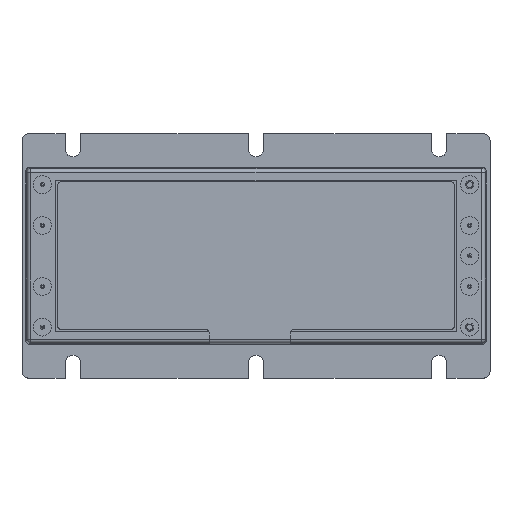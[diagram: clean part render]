
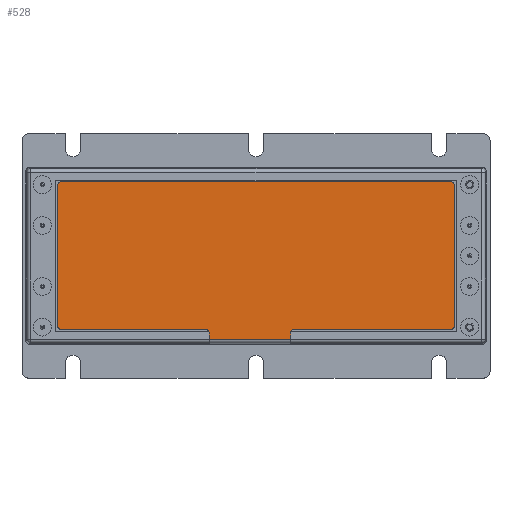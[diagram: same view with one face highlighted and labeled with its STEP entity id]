
A CAD part, top view. The second image highlights one B-rep face of the part: STEP entity #528.
In plain terms, the highlighted planar face has unit normal (0, 0, 1).
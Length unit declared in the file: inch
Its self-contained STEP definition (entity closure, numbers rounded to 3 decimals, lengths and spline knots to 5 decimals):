
#475 = ORIENTED_EDGE ( 'NONE', *, *, #590, .T. ) ;
#490 = ORIENTED_EDGE ( 'NONE', *, *, #619, .T. ) ;
#508 = ORIENTED_EDGE ( 'NONE', *, *, #651, .T. ) ;
#512 = EDGE_CURVE ( 'NONE', #650, #515, #2606, .T. ) ;
#515 = VERTEX_POINT ( 'NONE', #2565 ) ;
#517 = EDGE_LOOP ( 'NONE', ( #529, #535, #508, #519, #522, #523, #518, #525, #520, #530, #536, #490, #475, #545 ) ) ;
#518 = ORIENTED_EDGE ( 'NONE', *, *, #5340, .T. ) ;
#519 = ORIENTED_EDGE ( 'NONE', *, *, #5303, .T. ) ;
#520 = ORIENTED_EDGE ( 'NONE', *, *, #585, .T. ) ;
#522 = ORIENTED_EDGE ( 'NONE', *, *, #5396, .T. ) ;
#523 = ORIENTED_EDGE ( 'NONE', *, *, #5361, .T. ) ;
#525 = ORIENTED_EDGE ( 'NONE', *, *, #623, .T. ) ;
#528 = ADVANCED_FACE ( 'NONE', ( #2589 ), #2653, .T. ) ;
#529 = ORIENTED_EDGE ( 'NONE', *, *, #512, .F. ) ;
#530 = ORIENTED_EDGE ( 'NONE', *, *, #564, .T. ) ;
#533 = EDGE_CURVE ( 'NONE', #650, #648, #2648, .T. ) ;
#535 = ORIENTED_EDGE ( 'NONE', *, *, #533, .T. ) ;
#536 = ORIENTED_EDGE ( 'NONE', *, *, #554, .T. ) ;
#545 = ORIENTED_EDGE ( 'NONE', *, *, #587, .T. ) ;
#553 = VERTEX_POINT ( 'NONE', #2710 ) ;
#554 = EDGE_CURVE ( 'NONE', #576, #598, #2711, .T. ) ;
#564 = EDGE_CURVE ( 'NONE', #574, #576, #2725, .T. ) ;
#573 = VERTEX_POINT ( 'NONE', #2776 ) ;
#574 = VERTEX_POINT ( 'NONE', #2731 ) ;
#576 = VERTEX_POINT ( 'NONE', #2777 ) ;
#585 = EDGE_CURVE ( 'NONE', #553, #574, #2792, .T. ) ;
#587 = EDGE_CURVE ( 'NONE', #594, #515, #2808, .T. ) ;
#590 = EDGE_CURVE ( 'NONE', #603, #594, #2814, .T. ) ;
#594 = VERTEX_POINT ( 'NONE', #2853 ) ;
#598 = VERTEX_POINT ( 'NONE', #2835 ) ;
#603 = VERTEX_POINT ( 'NONE', #2885 ) ;
#619 = EDGE_CURVE ( 'NONE', #598, #603, #2935, .T. ) ;
#623 = EDGE_CURVE ( 'NONE', #573, #553, #2928, .T. ) ;
#648 = VERTEX_POINT ( 'NONE', #2962 ) ;
#650 = VERTEX_POINT ( 'NONE', #2971 ) ;
#651 = EDGE_CURVE ( 'NONE', #648, #5351, #2984, .T. ) ;
#2565 = CARTESIAN_POINT ( 'NONE',  ( 1.84, -0.8185, 0.52 ) ) ;
#2589 = FACE_OUTER_BOUND ( 'NONE', #517, .T. ) ;
#2593 = DIRECTION ( 'NONE',  ( -1., 0., 0. ) ) ;
#2594 = VECTOR ( 'NONE', #2593, 39.37008 ) ;
#2605 = CARTESIAN_POINT ( 'NONE',  ( 4.215, -0.8185, 0.52 ) ) ;
#2606 = LINE ( 'NONE', #2605, #2594 ) ;
#2641 = DIRECTION ( 'NONE',  ( 0., 1., 0. ) ) ;
#2642 = VECTOR ( 'NONE', #2641, 39.37008 ) ;
#2647 = CARTESIAN_POINT ( 'NONE',  ( 2.64, -1.08688, 0.52 ) ) ;
#2648 = LINE ( 'NONE', #2647, #2642 ) ;
#2649 = DIRECTION ( 'NONE',  ( 1., 0., 0. ) ) ;
#2650 = DIRECTION ( 'NONE',  ( 0., 0., 1. ) ) ;
#2651 = CARTESIAN_POINT ( 'NONE',  ( 4.215, -0.68688, 0.52 ) ) ;
#2652 = AXIS2_PLACEMENT_3D ( 'NONE', #2651, #2650, #2649 ) ;
#2653 = PLANE ( 'NONE',  #2652 ) ;
#2675 = AXIS2_PLACEMENT_3D ( 'NONE', #2700, #2699, #2698 ) ;
#2698 = DIRECTION ( 'NONE',  ( -1., 0., 0. ) ) ;
#2699 = DIRECTION ( 'NONE',  ( 0., 0., 1. ) ) ;
#2700 = CARTESIAN_POINT ( 'NONE',  ( 0.385, -0.68688, 0.52 ) ) ;
#2710 = CARTESIAN_POINT ( 'NONE',  ( 0.385, 0.72812, 0.52 ) ) ;
#2711 = CIRCLE ( 'NONE', #2675, 0.035 ) ;
#2723 = VECTOR ( 'NONE', #2779, 39.37008 ) ;
#2724 = CARTESIAN_POINT ( 'NONE',  ( 0.35, -0.68688, 0.52 ) ) ;
#2725 = LINE ( 'NONE', #2724, #2723 ) ;
#2731 = CARTESIAN_POINT ( 'NONE',  ( 0.35, 0.69312, 0.52 ) ) ;
#2776 = CARTESIAN_POINT ( 'NONE',  ( 4.215, 0.72812, 0.52 ) ) ;
#2777 = CARTESIAN_POINT ( 'NONE',  ( 0.35, -0.68688, 0.52 ) ) ;
#2779 = DIRECTION ( 'NONE',  ( 0., -1., 0. ) ) ;
#2792 = CIRCLE ( 'NONE', #2796, 0.035 ) ;
#2796 = AXIS2_PLACEMENT_3D ( 'NONE', #2824, #2812, #2811 ) ;
#2805 = DIRECTION ( 'NONE',  ( 0., -1., 0. ) ) ;
#2806 = VECTOR ( 'NONE', #2805, 39.37008 ) ;
#2807 = CARTESIAN_POINT ( 'NONE',  ( 1.84, -0.75688, 0.52 ) ) ;
#2808 = LINE ( 'NONE', #2807, #2806 ) ;
#2809 = AXIS2_PLACEMENT_3D ( 'NONE', #2822, #2856, #2855 ) ;
#2811 = DIRECTION ( 'NONE',  ( -1., 0., 0. ) ) ;
#2812 = DIRECTION ( 'NONE',  ( 0., 0., 1. ) ) ;
#2814 = CIRCLE ( 'NONE', #2809, 0.035 ) ;
#2822 = CARTESIAN_POINT ( 'NONE',  ( 1.805, -0.75688, 0.52 ) ) ;
#2824 = CARTESIAN_POINT ( 'NONE',  ( 0.385, 0.69312, 0.52 ) ) ;
#2835 = CARTESIAN_POINT ( 'NONE',  ( 0.385, -0.72188, 0.52 ) ) ;
#2853 = CARTESIAN_POINT ( 'NONE',  ( 1.84, -0.75688, 0.52 ) ) ;
#2855 = DIRECTION ( 'NONE',  ( 1., 0., 0. ) ) ;
#2856 = DIRECTION ( 'NONE',  ( 0., 0., -1. ) ) ;
#2885 = CARTESIAN_POINT ( 'NONE',  ( 1.805, -0.72188, 0.52 ) ) ;
#2928 = LINE ( 'NONE', #2968, #2964 ) ;
#2929 = DIRECTION ( 'NONE',  ( 1., 0., 0. ) ) ;
#2930 = VECTOR ( 'NONE', #2929, 39.37008 ) ;
#2931 = CARTESIAN_POINT ( 'NONE',  ( 0.385, -0.72188, 0.52 ) ) ;
#2935 = LINE ( 'NONE', #2931, #2930 ) ;
#2960 = AXIS2_PLACEMENT_3D ( 'NONE', #2978, #2988, #3027 ) ;
#2962 = CARTESIAN_POINT ( 'NONE',  ( 2.64, -0.75688, 0.52 ) ) ;
#2963 = DIRECTION ( 'NONE',  ( -1., 0., 0. ) ) ;
#2964 = VECTOR ( 'NONE', #2963, 39.37008 ) ;
#2968 = CARTESIAN_POINT ( 'NONE',  ( 0.385, 0.72812, 0.52 ) ) ;
#2971 = CARTESIAN_POINT ( 'NONE',  ( 2.64, -0.8185, 0.52 ) ) ;
#2978 = CARTESIAN_POINT ( 'NONE',  ( 2.675, -0.75688, 0.52 ) ) ;
#2984 = CIRCLE ( 'NONE', #2960, 0.035 ) ;
#2988 = DIRECTION ( 'NONE',  ( 0., 0., -1. ) ) ;
#3027 = DIRECTION ( 'NONE',  ( -1., 0., 0. ) ) ;
#3536 = DIRECTION ( 'NONE',  ( 1., 0., 0. ) ) ;
#3537 = VECTOR ( 'NONE', #3536, 39.37008 ) ;
#3538 = CARTESIAN_POINT ( 'NONE',  ( 2.675, -0.72188, 0.52 ) ) ;
#3539 = LINE ( 'NONE', #3538, #3537 ) ;
#3550 = CARTESIAN_POINT ( 'NONE',  ( 4.25, -0.68688, 0.52 ) ) ;
#3588 = CIRCLE ( 'NONE', #3623, 0.035 ) ;
#3590 = CARTESIAN_POINT ( 'NONE',  ( 4.215, 0.69312, 0.52 ) ) ;
#3611 = DIRECTION ( 'NONE',  ( -1., 0., 0. ) ) ;
#3612 = DIRECTION ( 'NONE',  ( 0., 0., 1. ) ) ;
#3623 = AXIS2_PLACEMENT_3D ( 'NONE', #3590, #3612, #3611 ) ;
#3638 = CARTESIAN_POINT ( 'NONE',  ( 4.25, 0.69312, 0.52 ) ) ;
#3641 = CARTESIAN_POINT ( 'NONE',  ( 4.215, -0.72188, 0.52 ) ) ;
#3647 = CARTESIAN_POINT ( 'NONE',  ( 2.675, -0.72188, 0.52 ) ) ;
#3693 = CIRCLE ( 'NONE', #3736, 0.035 ) ;
#3695 = DIRECTION ( 'NONE',  ( 0., 1., 0. ) ) ;
#3696 = VECTOR ( 'NONE', #3695, 39.37008 ) ;
#3697 = CARTESIAN_POINT ( 'NONE',  ( 4.25, -0.68688, 0.52 ) ) ;
#3699 = LINE ( 'NONE', #3697, #3696 ) ;
#3736 = AXIS2_PLACEMENT_3D ( 'NONE', #3789, #3788, #3787 ) ;
#3787 = DIRECTION ( 'NONE',  ( 1., 0., 0. ) ) ;
#3788 = DIRECTION ( 'NONE',  ( 0., 0., 1. ) ) ;
#3789 = CARTESIAN_POINT ( 'NONE',  ( 4.215, -0.68688, 0.52 ) ) ;
#5301 = VERTEX_POINT ( 'NONE', #3550 ) ;
#5303 = EDGE_CURVE ( 'NONE', #5351, #5357, #3539, .T. ) ;
#5340 = EDGE_CURVE ( 'NONE', #5388, #573, #3588, .T. ) ;
#5351 = VERTEX_POINT ( 'NONE', #3647 ) ;
#5357 = VERTEX_POINT ( 'NONE', #3641 ) ;
#5361 = EDGE_CURVE ( 'NONE', #5301, #5388, #3699, .T. ) ;
#5388 = VERTEX_POINT ( 'NONE', #3638 ) ;
#5396 = EDGE_CURVE ( 'NONE', #5357, #5301, #3693, .T. ) ;
